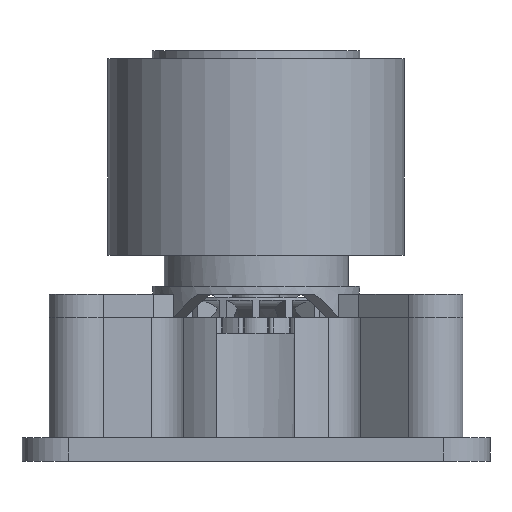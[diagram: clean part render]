
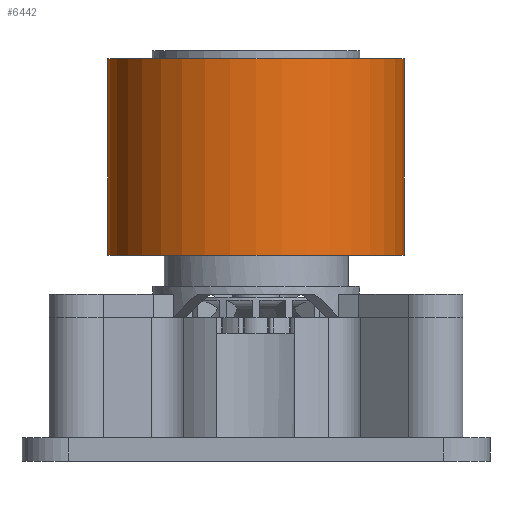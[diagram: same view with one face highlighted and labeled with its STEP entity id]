
A CAD part, front view. The second image highlights one B-rep face of the part: STEP entity #6442.
In plain terms, the highlighted cylindrical face has radius 9.5 mm (diameter 19 mm), a full revolution.
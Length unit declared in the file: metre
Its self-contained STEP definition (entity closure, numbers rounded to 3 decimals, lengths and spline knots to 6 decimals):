
#1417=ORIENTED_EDGE('',*,*,#3252,.T.);
#1418=ORIENTED_EDGE('',*,*,#3253,.F.);
#3252=EDGE_CURVE('',#4165,#4165,#4817,.T.);
#3253=EDGE_CURVE('',#4166,#4166,#4818,.T.);
#4165=VERTEX_POINT('',#10276);
#4166=VERTEX_POINT('',#10278);
#4817=CIRCLE('',#7081,0.0095);
#4818=CIRCLE('',#7082,0.0095);
#5179=EDGE_LOOP('',(#1417));
#5180=EDGE_LOOP('',(#1418));
#5725=FACE_BOUND('',#5179,.T.);
#5726=FACE_BOUND('',#5180,.T.);
#6236=CYLINDRICAL_SURFACE('',#7080,0.0095);
#6442=ADVANCED_FACE('',(#5725,#5726),#6236,.T.);
#7080=AXIS2_PLACEMENT_3D('',#10274,#8177,#8178);
#7081=AXIS2_PLACEMENT_3D('',#10275,#8179,#8180);
#7082=AXIS2_PLACEMENT_3D('',#10277,#8181,#8182);
#8177=DIRECTION('',(0.,0.,-1.));
#8178=DIRECTION('',(-1.,0.,0.));
#8179=DIRECTION('',(0.,0.,1.));
#8180=DIRECTION('',(1.,0.,0.));
#8181=DIRECTION('',(0.,0.,1.));
#8182=DIRECTION('',(1.,0.,0.));
#10274=CARTESIAN_POINT('',(0.,0.,0.0216));
#10275=CARTESIAN_POINT('',(0.,0.,0.0132));
#10276=CARTESIAN_POINT('',(0.0095,0.,0.0132));
#10277=CARTESIAN_POINT('',(0.,0.,0.0258));
#10278=CARTESIAN_POINT('',(0.0095,0.,0.0258));
